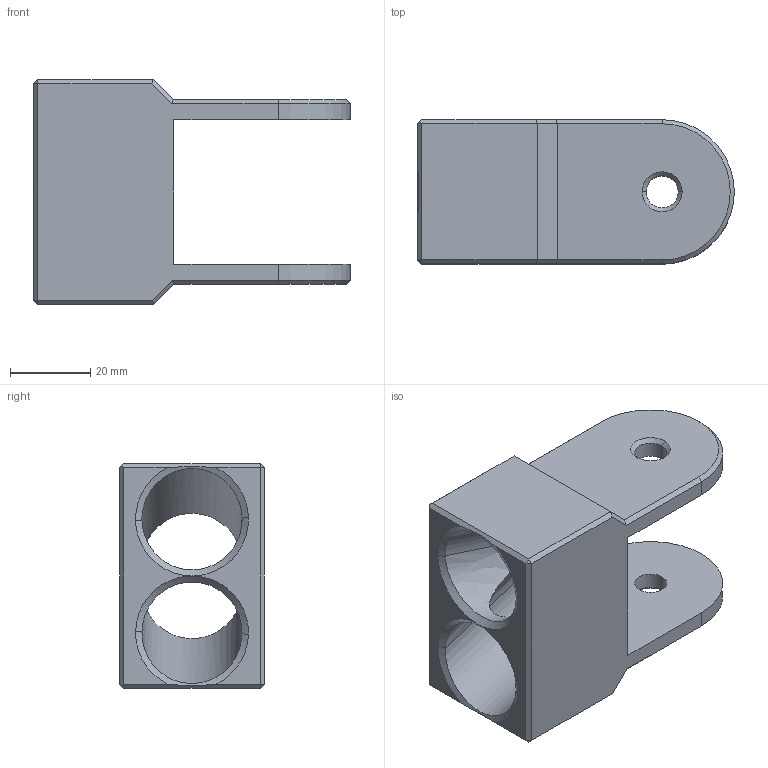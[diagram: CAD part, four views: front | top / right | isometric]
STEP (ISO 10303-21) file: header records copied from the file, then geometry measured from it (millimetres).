
FILE_DESCRIPTION (( 'STEP AP203' ), '1' );
FILE_NAME ('Support remorque vtt step.STEP', '2020-09-24T06:02:30', ( '' ), ( '' ), 'SwSTEP 2.0', 'SolidWorks 2018', '' );
FILE_SCHEMA (( 'CONFIG_CONTROL_DESIGN' ));
Length unit declared in the file: millimetre
Products named in the file (1): Support remorque vtt step
Bounding box: 79 x 36 x 56 mm (x, y, z)
Volume: 52818.5 mm3; surface area: 19026.8 mm2
Topology: 1 solids, 1 shells, 52 faces, 136 edges, 83 vertices
Faces by surface type: plane 31, bspline 8, cone 7, cylinder 6
Entity records: 4779 total; most frequent: CARTESIAN_POINT 3502, ORIENTED_EDGE 272, DIRECTION 213, EDGE_CURVE 136, LINE 83, VERTEX_POINT 83, VECTOR 83, AXIS2_PLACEMENT_3D 65
